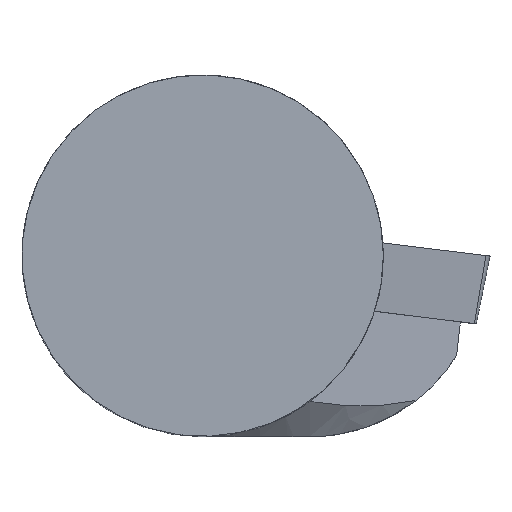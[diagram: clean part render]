
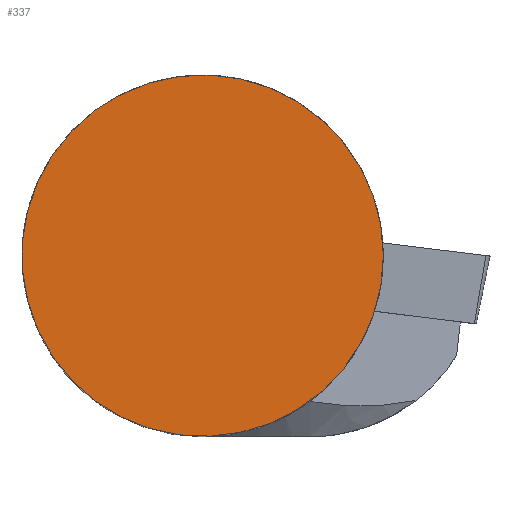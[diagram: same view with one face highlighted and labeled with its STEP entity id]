
A CAD part, top view. The second image highlights one B-rep face of the part: STEP entity #337.
In plain terms, the highlighted planar face has unit normal (0, 0, 1).
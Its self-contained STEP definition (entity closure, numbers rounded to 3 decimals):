
#337=ADVANCED_FACE('',(#416),#374,.T.);
#374=PLANE('',#1183);
#416=FACE_OUTER_BOUND('',#464,.T.);
#464=EDGE_LOOP('',(#679));
#679=ORIENTED_EDGE('',*,*,#905,.T.);
#806=VERTEX_POINT('',#1702);
#905=EDGE_CURVE('',#806,#806,#1002,.T.);
#1002=CIRCLE('',#1132,12.5);
#1132=AXIS2_PLACEMENT_3D('',#1701,#1310,#1311);
#1183=AXIS2_PLACEMENT_3D('',#1853,#1425,#1426);
#1310=DIRECTION('',(0.,0.,1.));
#1311=DIRECTION('',(1.,0.,0.));
#1425=DIRECTION('',(0.,0.,1.));
#1426=DIRECTION('',(1.,0.,0.));
#1701=CARTESIAN_POINT('',(0.,0.,0.));
#1702=CARTESIAN_POINT('',(12.5,0.,0.));
#1853=CARTESIAN_POINT('',(0.,0.,0.));
